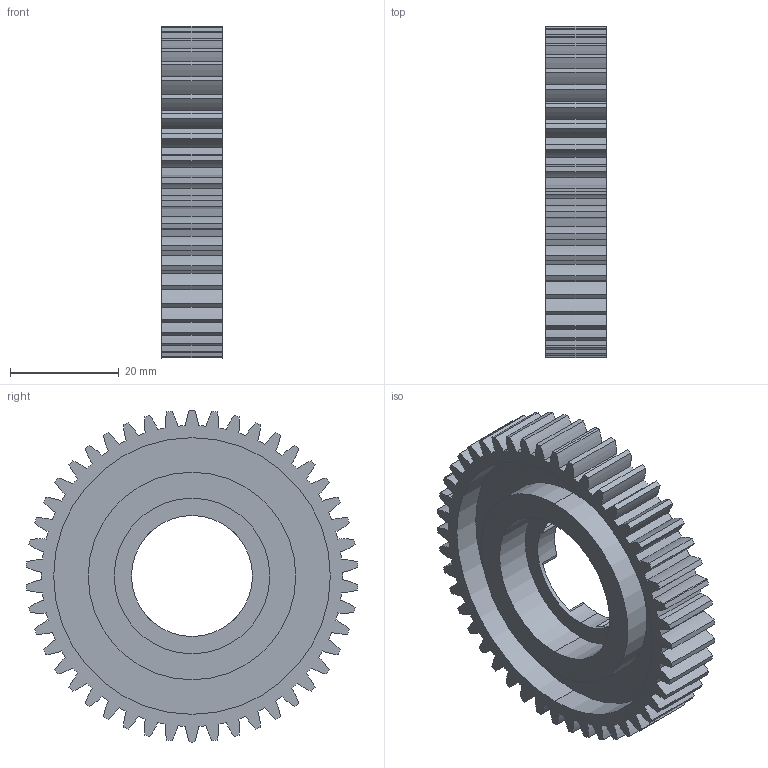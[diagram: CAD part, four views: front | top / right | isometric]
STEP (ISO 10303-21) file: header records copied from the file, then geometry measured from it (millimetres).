
FILE_DESCRIPTION (( 'STEP AP214' ), '1' );
FILE_NAME ('am-3540 46t 20dp 4 Tooth Dog Pattern Gear.STEP', '2017-02-09T19:28:57', ( '' ), ( '' ), 'SwSTEP 2.0', 'SolidWorks 2017', '' );
FILE_SCHEMA (( 'AUTOMOTIVE_DESIGN' ));
Length unit declared in the file: inch
Products named in the file (2): am-3540 46t 20dp 4 Tooth Dog Pattern Gear
Bounding box: 11.11 x 60.88 x 60.96 mm (x, y, z)
Volume: 13667.3 mm3; surface area: 11774.4 mm2
Topology: 1 solids, 1 shells, 242 faces, 708 edges, 472 vertices
Faces by surface type: cylinder 224, plane 18
Entity records: 8367 total; most frequent: DIRECTION 1652, CARTESIAN_POINT 1424, ORIENTED_EDGE 1416, EDGE_CURVE 708, AXIS2_PLACEMENT_3D 700, VERTEX_POINT 472, CIRCLE 456, LINE 252
